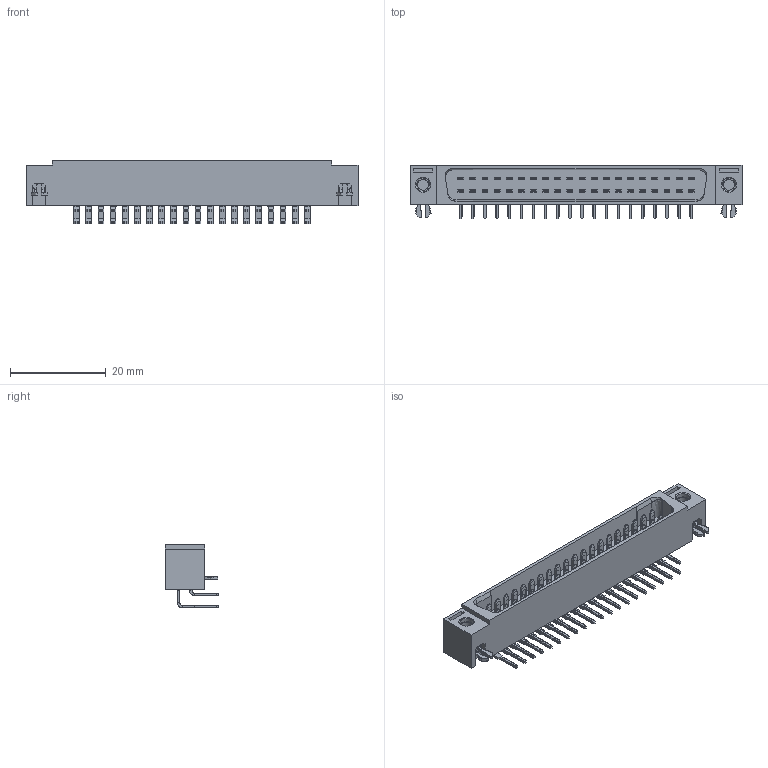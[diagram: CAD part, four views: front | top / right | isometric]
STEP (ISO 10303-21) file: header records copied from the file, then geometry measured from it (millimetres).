
FILE_DESCRIPTION( ('This file contains a STEP AP42 implementation' ,'as created by ZW3D STEP Interface translator.') ,'2;1' );
FILE_NAME( '6340-1XXMREXXMWT01.stp' ,'231018.103147', (''), ('ZWCAD Software Co.'), 'Version 1.0', 'ZW3D to STEP translator', '' );
FILE_SCHEMA(('AUTOMOTIVE_DESIGN { 1 0 10303 214 1 1 1 1 }'));
Length unit declared in the file: millimetre
Products named in the file (1): 0
Bounding box: 69.48 x 11.26 x 13.29 mm (x, y, z)
Volume: 3182.5 mm3; surface area: 5987.7 mm2
Topology: 1 solids, 5 shells, 2575 faces, 6743 edges, 4219 vertices
Faces by surface type: plane 1217, cylinder 788, bspline 562, cone 8
Full cylindrical faces by diameter (mm): 2.3 x2, 2.8 x2, 3.4 x6, 3.75 x4
Entity records: 86909 total; most frequent: CARTESIAN_POINT 24034, ORIENTED_EDGE 13478, DIRECTION 11189, EDGE_CURVE 6739, VERTEX_POINT 4219, VECTOR 4139, LINE 4139, AXIS2_PLACEMENT_3D 3525
